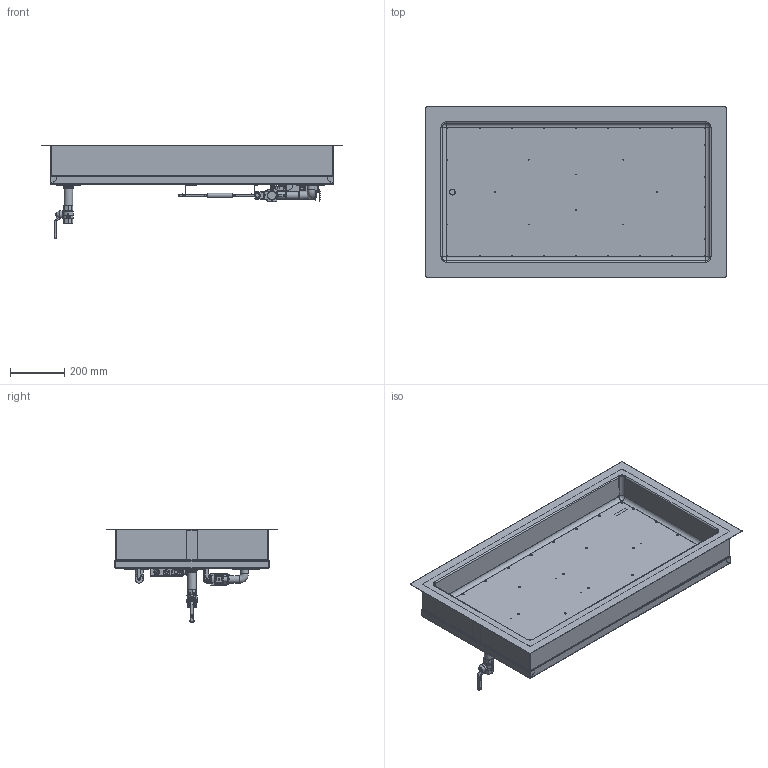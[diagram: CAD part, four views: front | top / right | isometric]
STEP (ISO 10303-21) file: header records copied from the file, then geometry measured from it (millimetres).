
FILE_DESCRIPTION(/* description */ ('This is a sample STEP configuration'),/* implementation_level */ '2;1');
FILE_NAME(/* name */ '14360000_A.stp',/* time_stamp */ '2021-05-27T16:02:09+02:00',/* author */ ('powerJobs'),/* organization */ ('coolOrange'),/* preprocessor_version */ 'ST-DEVELOPER v18.1',/* originating_system */ 'Autodesk Inventor 2021',/* authorisation */ '');
FILE_SCHEMA (('AUTOMOTIVE_DESIGN { 1 0 10303 214 3 1 1 }'));
Products named in the file (1): ENG-00003438
Bounding box: 1110 x 630 x 346.47 mm (x, y, z)
Volume: 32574350.5 mm3; surface area: 3227833.6 mm2
Topology: 2 solids, 158 shells, 4855 faces, 13008 edges, 8524 vertices
Faces by surface type: plane 2771, cylinder 1122, cone 455, bspline 305, torus 174, sphere 28
Full cylindrical faces by diameter (mm): 2.3 x15, 2.459 x4, 2.5 x9, 3 x32, 3.242 x4, 4 x15, 4.134 x7, 4.2 x4, 5 x72, 5.2 x1, 5.5 x6, 6 x13, 6.2 x2, 6.5 x8, 7 x3, 8 x7, 8.2 x2, 9.35 x2, 9.5 x7, 11 x3, 12 x2, 12.2 x1, 12.5 x7, 14 x1, 14.16 x3, 15 x1, 16 x3, 16.5 x1, 18 x4, 19.6 x2
Entity records: 175305 total; most frequent: CARTESIAN_POINT 49700, ORIENTED_EDGE 25954, DIRECTION 24419, EDGE_CURVE 12977, AXIS2_PLACEMENT_3D 8556, VERTEX_POINT 8524, LINE 7307, VECTOR 7307
